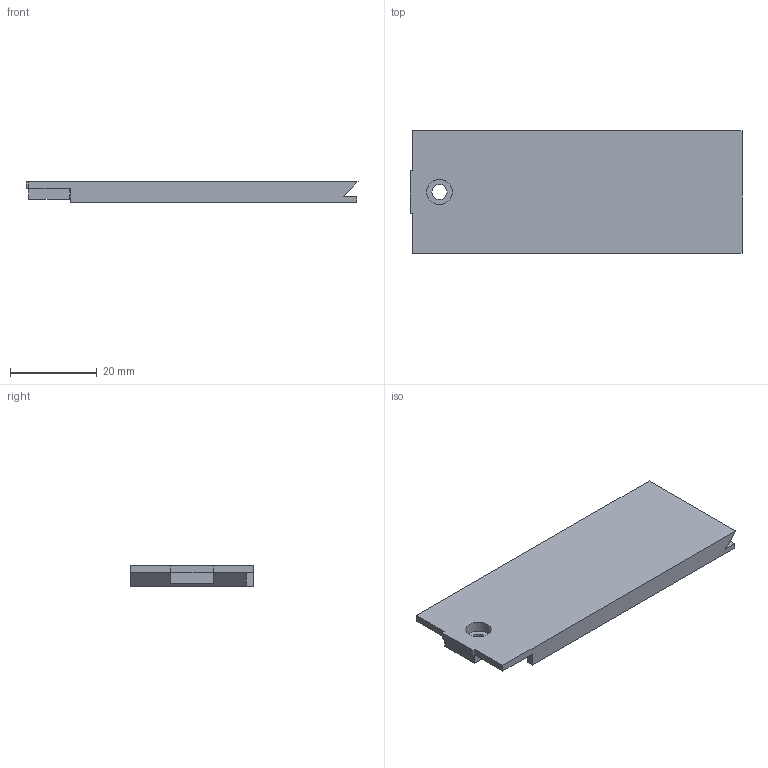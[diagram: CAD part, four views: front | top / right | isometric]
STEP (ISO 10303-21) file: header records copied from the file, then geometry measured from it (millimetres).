
FILE_DESCRIPTION(/* description */ ('Unknown'),/* implementation_level */ '2;1');
FILE_NAME(/* name */ 'Battery cover',/* time_stamp */ '2023-11-15T00:32:43+00:00',/* author */ ('Unknown'),/* organization */ ('Unknown'),/* preprocessor_version */ 'ST-DEVELOPER v18.1',/* originating_system */ 'Solid Edge',/* authorisation */ 'Unknown');
FILE_SCHEMA (('AUTOMOTIVE_DESIGN {1 0 10303 214 3 1 1}'));
Length unit declared in the file: millimetre
Products named in the file (1): Battery cover
Bounding box: 76.34 x 28.17 x 4.7 mm (x, y, z)
Volume: 4171.1 mm3; surface area: 5397.4 mm2
Topology: 1 solids, 1 shells, 25 faces, 61 edges, 39 vertices
Faces by surface type: plane 23, cylinder 2
Full cylindrical faces by diameter (mm): 3.454 x1, 5.842 x1
Entity records: 734 total; most frequent: CARTESIAN_POINT 122, ORIENTED_EDGE 116, DIRECTION 114, EDGE_CURVE 58, LINE 54, VECTOR 54, VERTEX_POINT 38, EDGE_LOOP 30
